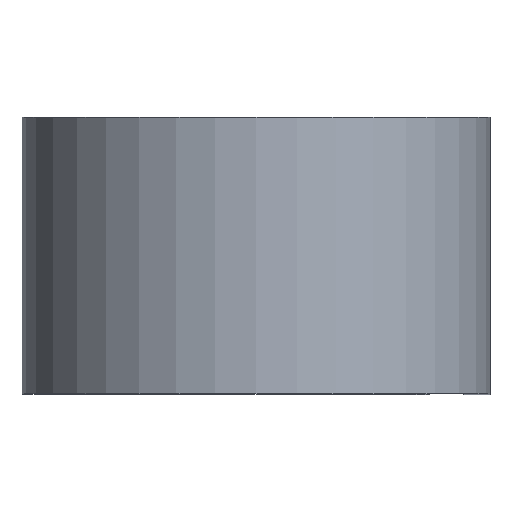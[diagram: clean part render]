
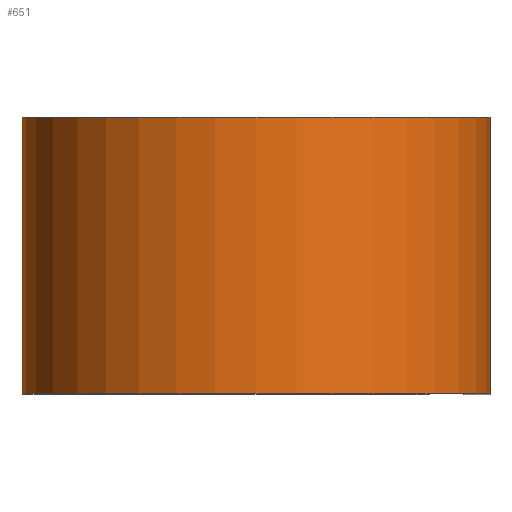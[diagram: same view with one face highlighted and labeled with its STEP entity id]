
A CAD part, top view. The second image highlights one B-rep face of the part: STEP entity #651.
In plain terms, the highlighted cylindrical face has radius 10.744 mm (diameter 21.488 mm), a partial arc.
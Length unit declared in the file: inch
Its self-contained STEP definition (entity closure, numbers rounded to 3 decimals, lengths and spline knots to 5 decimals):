
#14 = CARTESIAN_POINT ( 'NONE',  ( 0., 0.25, 0. ) ) ;
#16 = AXIS2_PLACEMENT_3D ( 'NONE', #637, #679, #94 ) ;
#31 = EDGE_CURVE ( 'NONE', #668, #408, #434, .T. ) ;
#46 = CIRCLE ( 'NONE', #670, 0.423 ) ;
#59 = CARTESIAN_POINT ( 'NONE',  ( 0., 0.25, -0.423 ) ) ;
#60 = DIRECTION ( 'NONE',  ( 0., -1., 0. ) ) ;
#94 = DIRECTION ( 'NONE',  ( 0., 0., -1. ) ) ;
#102 = VERTEX_POINT ( 'NONE', #468 ) ;
#113 = EDGE_CURVE ( 'NONE', #408, #441, #127, .T. ) ;
#114 = CARTESIAN_POINT ( 'NONE',  ( 0.423, -0.25, 0. ) ) ;
#120 = CARTESIAN_POINT ( 'NONE',  ( 0., 0.25, -0.423 ) ) ;
#127 = LINE ( 'NONE', #339, #688 ) ;
#162 = ORIENTED_EDGE ( 'NONE', *, *, #363, .T. ) ;
#188 = CARTESIAN_POINT ( 'NONE',  ( 0.423, 0.25, 0. ) ) ;
#222 = ORIENTED_EDGE ( 'NONE', *, *, #431, .T. ) ;
#315 = DIRECTION ( 'NONE',  ( 1., 0., 0. ) ) ;
#317 = EDGE_LOOP ( 'NONE', ( #162, #485, #323, #222 ) ) ;
#319 = DIRECTION ( 'NONE',  ( 0., 1., 0. ) ) ;
#321 = CARTESIAN_POINT ( 'NONE',  ( 0., -0.25, 0. ) ) ;
#323 = ORIENTED_EDGE ( 'NONE', *, *, #31, .F. ) ;
#335 = DIRECTION ( 'NONE',  ( 0., -1., 0. ) ) ;
#339 = CARTESIAN_POINT ( 'NONE',  ( 0.423, 0.25, 0. ) ) ;
#341 = DIRECTION ( 'NONE',  ( 0., 1., 0. ) ) ;
#344 = DIRECTION ( 'NONE',  ( 1., 0., 0. ) ) ;
#363 = EDGE_CURVE ( 'NONE', #102, #441, #46, .T. ) ;
#392 = FACE_OUTER_BOUND ( 'NONE', #317, .T. ) ;
#408 = VERTEX_POINT ( 'NONE', #188 ) ;
#422 = AXIS2_PLACEMENT_3D ( 'NONE', #14, #341, #344 ) ;
#431 = EDGE_CURVE ( 'NONE', #668, #102, #597, .T. ) ;
#434 = CIRCLE ( 'NONE', #422, 0.423 ) ;
#441 = VERTEX_POINT ( 'NONE', #114 ) ;
#468 = CARTESIAN_POINT ( 'NONE',  ( 0., -0.25, -0.423 ) ) ;
#485 = ORIENTED_EDGE ( 'NONE', *, *, #113, .F. ) ;
#571 = VECTOR ( 'NONE', #60, 39.37008 ) ;
#597 = LINE ( 'NONE', #120, #571 ) ;
#637 = CARTESIAN_POINT ( 'NONE',  ( 0., 0.25, 0. ) ) ;
#651 = ADVANCED_FACE ( 'NONE', ( #392 ), #676, .T. ) ;
#668 = VERTEX_POINT ( 'NONE', #59 ) ;
#670 = AXIS2_PLACEMENT_3D ( 'NONE', #321, #319, #315 ) ;
#676 = CYLINDRICAL_SURFACE ( 'NONE', #16, 0.423 ) ;
#679 = DIRECTION ( 'NONE',  ( 0., -1., 0. ) ) ;
#688 = VECTOR ( 'NONE', #335, 39.37008 ) ;
